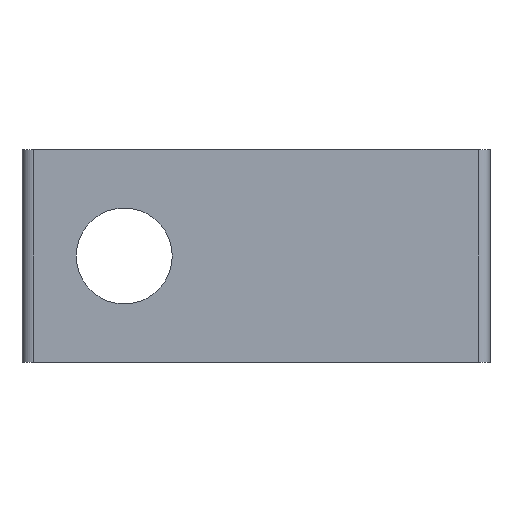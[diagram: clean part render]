
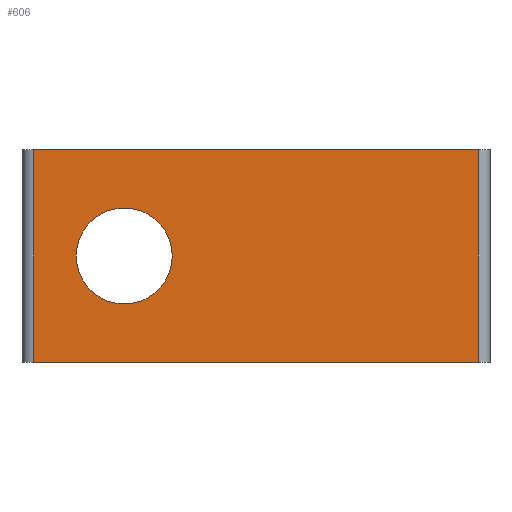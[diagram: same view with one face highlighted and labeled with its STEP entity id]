
A CAD part, front view. The second image highlights one B-rep face of the part: STEP entity #606.
In plain terms, the highlighted planar face has unit normal (0, -1, 0).
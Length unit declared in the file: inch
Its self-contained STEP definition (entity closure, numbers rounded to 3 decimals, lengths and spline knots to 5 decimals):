
#55=LINE('',#1083,#93);
#56=LINE('',#1096,#94);
#57=LINE('',#1099,#95);
#58=LINE('',#1100,#96);
#93=VECTOR('',#779,1.9);
#94=VECTOR('',#802,0.906);
#95=VECTOR('',#805,0.906);
#96=VECTOR('',#806,1.9);
#116=PLANE('',#668);
#153=FACE_BOUND('',#230,.T.);
#180=FACE_OUTER_BOUND('',#229,.T.);
#229=EDGE_LOOP('',(#501,#502,#503,#504));
#230=EDGE_LOOP('',(#505));
#252=CIRCLE('',#627,0.205);
#279=VERTEX_POINT('',#875);
#313=VERTEX_POINT('',#1080);
#314=VERTEX_POINT('',#1082);
#315=VERTEX_POINT('',#1094);
#316=VERTEX_POINT('',#1098);
#335=EDGE_CURVE('',#279,#279,#252,.T.);
#377=EDGE_CURVE('',#313,#314,#55,.T.);
#385=EDGE_CURVE('',#314,#315,#56,.T.);
#386=EDGE_CURVE('',#316,#313,#57,.T.);
#387=EDGE_CURVE('',#316,#315,#58,.T.);
#501=ORIENTED_EDGE('',*,*,#385,.F.);
#502=ORIENTED_EDGE('',*,*,#377,.F.);
#503=ORIENTED_EDGE('',*,*,#386,.F.);
#504=ORIENTED_EDGE('',*,*,#387,.T.);
#505=ORIENTED_EDGE('',*,*,#335,.T.);
#606=ADVANCED_FACE('',(#180,#153),#116,.T.);
#627=AXIS2_PLACEMENT_3D('',#876,#699,#700);
#668=AXIS2_PLACEMENT_3D('',#1097,#803,#804);
#699=DIRECTION('center_axis',(0.,1.,0.));
#700=DIRECTION('ref_axis',(-1.,0.,0.));
#779=DIRECTION('',(1.,0.,0.));
#802=DIRECTION('',(0.,0.,-1.));
#803=DIRECTION('center_axis',(0.,-1.,0.));
#804=DIRECTION('ref_axis',(0.,0.,-1.));
#805=DIRECTION('',(0.,0.,1.));
#806=DIRECTION('',(1.,0.,0.));
#875=CARTESIAN_POINT('',(-0.358,0.,-0.453));
#876=CARTESIAN_POINT('Origin',(-0.563,0.,-0.453));
#1080=CARTESIAN_POINT('',(-0.95,0.,0.));
#1082=CARTESIAN_POINT('',(0.95,0.,0.));
#1083=CARTESIAN_POINT('',(-1.,0.,0.));
#1094=CARTESIAN_POINT('',(0.95,0.,-0.906));
#1096=CARTESIAN_POINT('',(0.95,0.,0.));
#1097=CARTESIAN_POINT('Origin',(-1.,0.,0.));
#1098=CARTESIAN_POINT('',(-0.95,0.,-0.906));
#1099=CARTESIAN_POINT('',(-0.95,0.,0.));
#1100=CARTESIAN_POINT('',(-1.,0.,-0.906));
